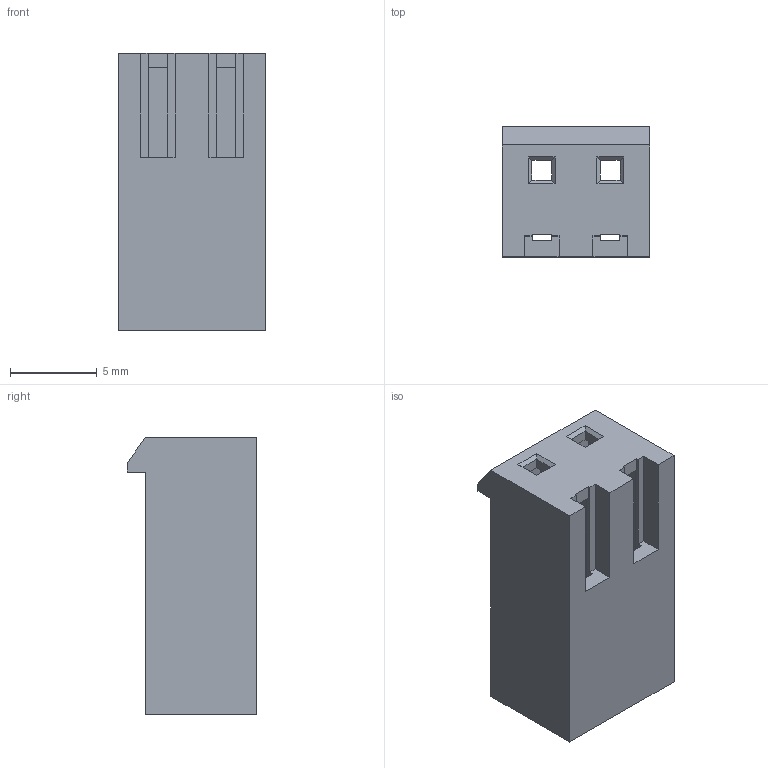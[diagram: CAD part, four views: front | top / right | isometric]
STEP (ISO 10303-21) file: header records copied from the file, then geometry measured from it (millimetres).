
FILE_DESCRIPTION (( 'STEP AP214' ), '1' );
FILE_NAME ('FHG39602-S02M2TB-REF .STEP', '2025-01-14T01:28:13', ( '' ), ( '' ), 'SwSTEP 2.0', 'SolidWorks 2021', '' );
FILE_SCHEMA (( 'AUTOMOTIVE_DESIGN' ));
Length unit declared in the file: millimetre
Products named in the file (1): FHG39602-S02M2TB-REF 
Bounding box: 8.52 x 7.5 x 16 mm (x, y, z)
Volume: 503.3 mm3; surface area: 1060 mm2
Topology: 1 solids, 1 shells, 55 faces, 157 edges, 102 vertices
Faces by surface type: plane 55
Entity records: 1797 total; most frequent: CARTESIAN_POINT 315, ORIENTED_EDGE 314, DIRECTION 269, VECTOR 157, LINE 157, EDGE_CURVE 157, VERTEX_POINT 102, EDGE_LOOP 61
